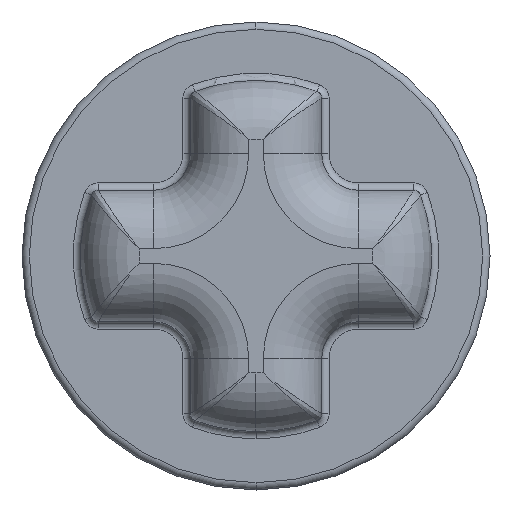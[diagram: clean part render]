
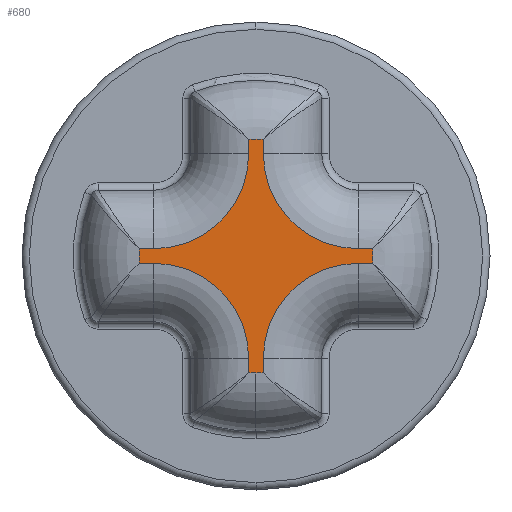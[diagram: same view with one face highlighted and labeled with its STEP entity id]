
A CAD part, left-side view. The second image highlights one B-rep face of the part: STEP entity #680.
In plain terms, the highlighted planar face has unit normal (-1, 0, 0).
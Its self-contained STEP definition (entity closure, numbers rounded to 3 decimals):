
#4 = EDGE_CURVE ( 'NONE', #1915, #851, #2183, .T. ) ;
#8 = CARTESIAN_POINT ( 'NONE',  ( 0., -1.4, 1.4 ) ) ;
#19 = VERTEX_POINT ( 'NONE', #111 ) ;
#43 = AXIS2_PLACEMENT_3D ( 'NONE', #1011, #1029, #138 ) ;
#46 = CIRCLE ( 'NONE', #3352, 1.6 ) ;
#65 = VERTEX_POINT ( 'NONE', #337 ) ;
#69 = DIRECTION ( 'NONE',  ( 0., 0., -1. ) ) ;
#102 = CIRCLE ( 'NONE', #419, 1.6 ) ;
#111 = CARTESIAN_POINT ( 'NONE',  ( 0., 0.1, -1.4 ) ) ;
#138 = DIRECTION ( 'NONE',  ( 0., 0., -1. ) ) ;
#182 = VERTEX_POINT ( 'NONE', #2476 ) ;
#190 = CIRCLE ( 'NONE', #891, 1.6 ) ;
#194 = CARTESIAN_POINT ( 'NONE',  ( 0., 0., 0. ) ) ;
#209 = CARTESIAN_POINT ( 'NONE',  ( 0., -0.1, -1.4 ) ) ;
#219 = ORIENTED_EDGE ( 'NONE', *, *, #4, .T. ) ;
#238 = DIRECTION ( 'NONE',  ( 0., 0., -1. ) ) ;
#282 = LINE ( 'NONE', #682, #391 ) ;
#296 = CARTESIAN_POINT ( 'NONE',  ( 0., 1.597, -0.1 ) ) ;
#305 = VERTEX_POINT ( 'NONE', #2537 ) ;
#337 = CARTESIAN_POINT ( 'NONE',  ( 0., -0.1, -1.597 ) ) ;
#341 = DIRECTION ( 'NONE',  ( 0., 0., -1. ) ) ;
#358 = VERTEX_POINT ( 'NONE', #3295 ) ;
#391 = VECTOR ( 'NONE', #2584, 1000. ) ;
#419 = AXIS2_PLACEMENT_3D ( 'NONE', #4063, #2152, #238 ) ;
#430 = EDGE_LOOP ( 'NONE', ( #3263, #3793, #777, #3053, #2858, #3552, #736, #2459, #2821, #2399, #476, #1039, #1800, #2294, #3692, #219, #3798 ) ) ;
#434 = EDGE_CURVE ( 'NONE', #2795, #1028, #1854, .T. ) ;
#456 = VECTOR ( 'NONE', #2991, 1000. ) ;
#474 = VERTEX_POINT ( 'NONE', #784 ) ;
#476 = ORIENTED_EDGE ( 'NONE', *, *, #2059, .T. ) ;
#491 = DIRECTION ( 'NONE',  ( 0., 1., 0. ) ) ;
#534 = DIRECTION ( 'NONE',  ( 0., 0., -1. ) ) ;
#543 = DIRECTION ( 'NONE',  ( -1., 0., 0. ) ) ;
#583 = VERTEX_POINT ( 'NONE', #1190 ) ;
#601 = CARTESIAN_POINT ( 'NONE',  ( 0., -0.1, 0. ) ) ;
#660 = DIRECTION ( 'NONE',  ( 1., 0., 0. ) ) ;
#680 = ADVANCED_FACE ( 'NONE', ( #3701 ), #2542, .F. ) ;
#682 = CARTESIAN_POINT ( 'NONE',  ( 0., 0., -0.1 ) ) ;
#689 = EDGE_CURVE ( 'NONE', #2884, #182, #2861, .T. ) ;
#690 = AXIS2_PLACEMENT_3D ( 'NONE', #8, #2244, #341 ) ;
#736 = ORIENTED_EDGE ( 'NONE', *, *, #3674, .T. ) ;
#765 = VECTOR ( 'NONE', #1239, 1000. ) ;
#777 = ORIENTED_EDGE ( 'NONE', *, *, #3427, .T. ) ;
#784 = CARTESIAN_POINT ( 'NONE',  ( 0., 1.4, 0.1 ) ) ;
#851 = VERTEX_POINT ( 'NONE', #2497 ) ;
#889 = AXIS2_PLACEMENT_3D ( 'NONE', #4143, #660, #2890 ) ;
#891 = AXIS2_PLACEMENT_3D ( 'NONE', #2438, #543, #2763 ) ;
#1011 = CARTESIAN_POINT ( 'NONE',  ( 0., 0., 0. ) ) ;
#1028 = VERTEX_POINT ( 'NONE', #1962 ) ;
#1029 = DIRECTION ( 'NONE',  ( -1., 0., 0. ) ) ;
#1039 = ORIENTED_EDGE ( 'NONE', *, *, #1979, .T. ) ;
#1085 = VERTEX_POINT ( 'NONE', #3058 ) ;
#1092 = CIRCLE ( 'NONE', #1928, 1.6 ) ;
#1164 = EDGE_CURVE ( 'NONE', #19, #1915, #4088, .T. ) ;
#1190 = CARTESIAN_POINT ( 'NONE',  ( 0., 0.1, 1.4 ) ) ;
#1218 = CARTESIAN_POINT ( 'NONE',  ( 0., -1.4, 0.1 ) ) ;
#1239 = DIRECTION ( 'NONE',  ( 0., 1., 0. ) ) ;
#1248 = VERTEX_POINT ( 'NONE', #296 ) ;
#1395 = EDGE_CURVE ( 'NONE', #3068, #2884, #3708, .T. ) ;
#1409 = DIRECTION ( 'NONE',  ( 1., 0., 0. ) ) ;
#1447 = VECTOR ( 'NONE', #2781, 1000. ) ;
#1454 = CIRCLE ( 'NONE', #1561, 1.3 ) ;
#1456 = EDGE_CURVE ( 'NONE', #2187, #19, #1906, .T. ) ;
#1474 = CARTESIAN_POINT ( 'NONE',  ( 0., -1.597, -0.1 ) ) ;
#1480 = CARTESIAN_POINT ( 'NONE',  ( 0., 1.4, -1.4 ) ) ;
#1561 = AXIS2_PLACEMENT_3D ( 'NONE', #1729, #3952, #2036 ) ;
#1584 = EDGE_CURVE ( 'NONE', #65, #2795, #2452, .T. ) ;
#1587 = DIRECTION ( 'NONE',  ( 0., 0., 1. ) ) ;
#1696 = EDGE_CURVE ( 'NONE', #1248, #2187, #2705, .T. ) ;
#1729 = CARTESIAN_POINT ( 'NONE',  ( 0., 1.4, 1.4 ) ) ;
#1760 = CARTESIAN_POINT ( 'NONE',  ( 0., 0., 0.1 ) ) ;
#1793 = DIRECTION ( 'NONE',  ( 0., 0., -1. ) ) ;
#1800 = ORIENTED_EDGE ( 'NONE', *, *, #1696, .T. ) ;
#1854 = CIRCLE ( 'NONE', #3834, 1.3 ) ;
#1906 = CIRCLE ( 'NONE', #2783, 1.3 ) ;
#1915 = VERTEX_POINT ( 'NONE', #2213 ) ;
#1918 = VERTEX_POINT ( 'NONE', #1474 ) ;
#1923 = VECTOR ( 'NONE', #1587, 1000. ) ;
#1928 = AXIS2_PLACEMENT_3D ( 'NONE', #194, #2428, #534 ) ;
#1962 = CARTESIAN_POINT ( 'NONE',  ( 0., -1.4, -0.1 ) ) ;
#1979 = EDGE_CURVE ( 'NONE', #305, #1248, #102, .T. ) ;
#1982 = DIRECTION ( 'NONE',  ( -1., 0., 0. ) ) ;
#2005 = CARTESIAN_POINT ( 'NONE',  ( 0., 0.1, 0. ) ) ;
#2036 = DIRECTION ( 'NONE',  ( 0., 0., -1. ) ) ;
#2059 = EDGE_CURVE ( 'NONE', #474, #305, #2560, .T. ) ;
#2152 = DIRECTION ( 'NONE',  ( -1., 0., 0. ) ) ;
#2183 = CIRCLE ( 'NONE', #43, 1.6 ) ;
#2187 = VERTEX_POINT ( 'NONE', #3549 ) ;
#2213 = CARTESIAN_POINT ( 'NONE',  ( 0., 0.1, -1.597 ) ) ;
#2244 = DIRECTION ( 'NONE',  ( 1., 0., 0. ) ) ;
#2273 = EDGE_CURVE ( 'NONE', #1918, #3068, #46, .T. ) ;
#2294 = ORIENTED_EDGE ( 'NONE', *, *, #1456, .T. ) ;
#2355 = EDGE_CURVE ( 'NONE', #583, #474, #1454, .T. ) ;
#2399 = ORIENTED_EDGE ( 'NONE', *, *, #2355, .T. ) ;
#2410 = CARTESIAN_POINT ( 'NONE',  ( 0., -0.1, 0. ) ) ;
#2428 = DIRECTION ( 'NONE',  ( -1., 0., 0. ) ) ;
#2438 = CARTESIAN_POINT ( 'NONE',  ( 0., 0., 0. ) ) ;
#2452 = LINE ( 'NONE', #601, #3324 ) ;
#2459 = ORIENTED_EDGE ( 'NONE', *, *, #3177, .T. ) ;
#2476 = CARTESIAN_POINT ( 'NONE',  ( 0., -0.1, 1.4 ) ) ;
#2493 = DIRECTION ( 'NONE',  ( 0., 0., 1. ) ) ;
#2497 = CARTESIAN_POINT ( 'NONE',  ( 0., 0., -1.6 ) ) ;
#2518 = EDGE_CURVE ( 'NONE', #851, #65, #190, .T. ) ;
#2537 = CARTESIAN_POINT ( 'NONE',  ( 0., 1.597, 0.1 ) ) ;
#2542 = PLANE ( 'NONE',  #889 ) ;
#2560 = LINE ( 'NONE', #2830, #765 ) ;
#2584 = DIRECTION ( 'NONE',  ( 0., -1., 0. ) ) ;
#2656 = EDGE_CURVE ( 'NONE', #358, #583, #3855, .T. ) ;
#2705 = LINE ( 'NONE', #2876, #3466 ) ;
#2763 = DIRECTION ( 'NONE',  ( 0., 0., -1. ) ) ;
#2781 = DIRECTION ( 'NONE',  ( 0., 0., -1. ) ) ;
#2783 = AXIS2_PLACEMENT_3D ( 'NONE', #1480, #3711, #1793 ) ;
#2795 = VERTEX_POINT ( 'NONE', #209 ) ;
#2821 = ORIENTED_EDGE ( 'NONE', *, *, #2656, .T. ) ;
#2830 = CARTESIAN_POINT ( 'NONE',  ( 0., 0., 0.1 ) ) ;
#2858 = ORIENTED_EDGE ( 'NONE', *, *, #1395, .T. ) ;
#2861 = CIRCLE ( 'NONE', #690, 1.3 ) ;
#2870 = VECTOR ( 'NONE', #491, 1000. ) ;
#2876 = CARTESIAN_POINT ( 'NONE',  ( 0., 0., -0.1 ) ) ;
#2884 = VERTEX_POINT ( 'NONE', #1218 ) ;
#2890 = DIRECTION ( 'NONE',  ( 0., 0., -1. ) ) ;
#2991 = DIRECTION ( 'NONE',  ( 0., 0., -1. ) ) ;
#3053 = ORIENTED_EDGE ( 'NONE', *, *, #2273, .T. ) ;
#3058 = CARTESIAN_POINT ( 'NONE',  ( 0., -0.1, 1.597 ) ) ;
#3068 = VERTEX_POINT ( 'NONE', #3868 ) ;
#3177 = EDGE_CURVE ( 'NONE', #1085, #358, #1092, .T. ) ;
#3263 = ORIENTED_EDGE ( 'NONE', *, *, #1584, .T. ) ;
#3295 = CARTESIAN_POINT ( 'NONE',  ( 0., 0.1, 1.597 ) ) ;
#3324 = VECTOR ( 'NONE', #2493, 1000. ) ;
#3331 = CARTESIAN_POINT ( 'NONE',  ( 0., -1.4, -1.4 ) ) ;
#3352 = AXIS2_PLACEMENT_3D ( 'NONE', #3907, #1982, #69 ) ;
#3427 = EDGE_CURVE ( 'NONE', #1028, #1918, #282, .T. ) ;
#3466 = VECTOR ( 'NONE', #4149, 1000. ) ;
#3549 = CARTESIAN_POINT ( 'NONE',  ( 0., 1.4, -0.1 ) ) ;
#3552 = ORIENTED_EDGE ( 'NONE', *, *, #689, .T. ) ;
#3641 = LINE ( 'NONE', #2410, #1923 ) ;
#3648 = DIRECTION ( 'NONE',  ( 0., 0., -1. ) ) ;
#3674 = EDGE_CURVE ( 'NONE', #182, #1085, #3641, .T. ) ;
#3692 = ORIENTED_EDGE ( 'NONE', *, *, #1164, .T. ) ;
#3701 = FACE_OUTER_BOUND ( 'NONE', #430, .T. ) ;
#3708 = LINE ( 'NONE', #1760, #2870 ) ;
#3711 = DIRECTION ( 'NONE',  ( 1., 0., 0. ) ) ;
#3793 = ORIENTED_EDGE ( 'NONE', *, *, #434, .T. ) ;
#3798 = ORIENTED_EDGE ( 'NONE', *, *, #2518, .T. ) ;
#3834 = AXIS2_PLACEMENT_3D ( 'NONE', #3331, #1409, #3648 ) ;
#3855 = LINE ( 'NONE', #2005, #456 ) ;
#3868 = CARTESIAN_POINT ( 'NONE',  ( 0., -1.597, 0.1 ) ) ;
#3907 = CARTESIAN_POINT ( 'NONE',  ( 0., 0., 0. ) ) ;
#3952 = DIRECTION ( 'NONE',  ( 1., 0., 0. ) ) ;
#4058 = CARTESIAN_POINT ( 'NONE',  ( 0., 0.1, 0. ) ) ;
#4063 = CARTESIAN_POINT ( 'NONE',  ( 0., 0., 0. ) ) ;
#4088 = LINE ( 'NONE', #4058, #1447 ) ;
#4143 = CARTESIAN_POINT ( 'NONE',  ( 0., 0., 0. ) ) ;
#4149 = DIRECTION ( 'NONE',  ( 0., -1., 0. ) ) ;
